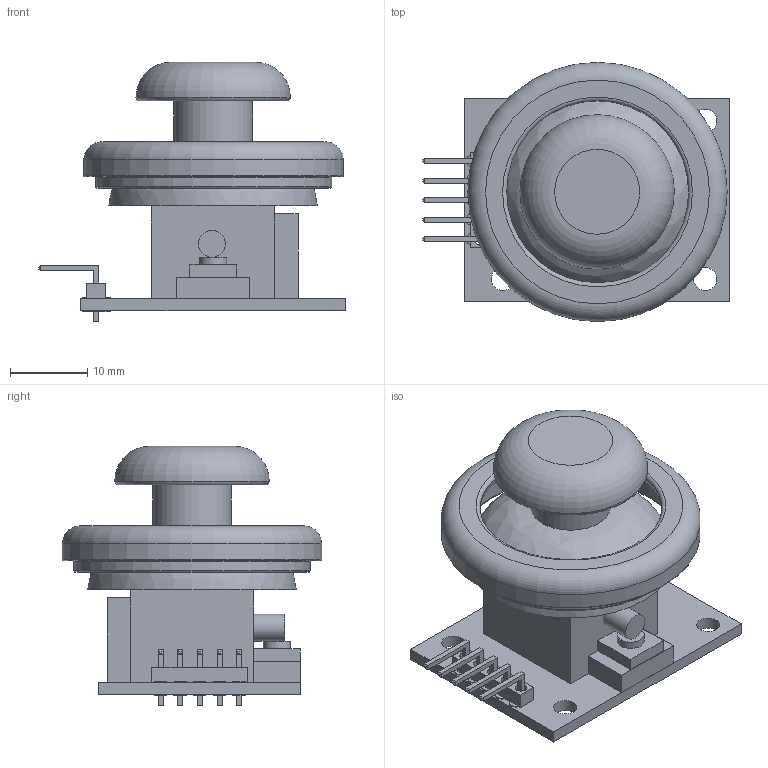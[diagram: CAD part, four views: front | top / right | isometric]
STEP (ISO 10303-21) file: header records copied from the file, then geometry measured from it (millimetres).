
FILE_DESCRIPTION(('FreeCAD Model'),'2;1');
FILE_NAME('JoystickWithCapV1_0.step','2020-01-09T22:49:05',('Author'),(''), 'Open CASCADE STEP processor 7.3','FreeCAD','Unknown');
FILE_SCHEMA(('AUTOMOTIVE_DESIGN { 1 0 10303 214 1 1 1 1 }'));
Length unit declared in the file: millimetre
Products named in the file (1): Baugruppe
Bounding box: 39.77 x 33.6 x 33.6 mm (x, y, z)
Volume: 12170.4 mm3; surface area: 8919.3 mm2
Topology: 26 solids, 26 shells, 214 faces, 1301 edges, 1882 vertices
Faces by surface type: plane 153, cylinder 51, torus 9, bspline 1
Full cylindrical faces by diameter (mm): 1.5 x20, 3 x4, 3.5 x2, 10.219 x1, 23.6 x1, 28.6 x1, 30.6 x1, 33.6 x1
Entity records: 20417 total; most frequent: CARTESIAN_POINT 4898, DIRECTION 2900, LINE 1759, VECTOR 1759, ORIENTED_EDGE 902, PCURVE 902, DEFINITIONAL_REPRESENTATION 902, GEOMETRIC_CURVE_SET 850
